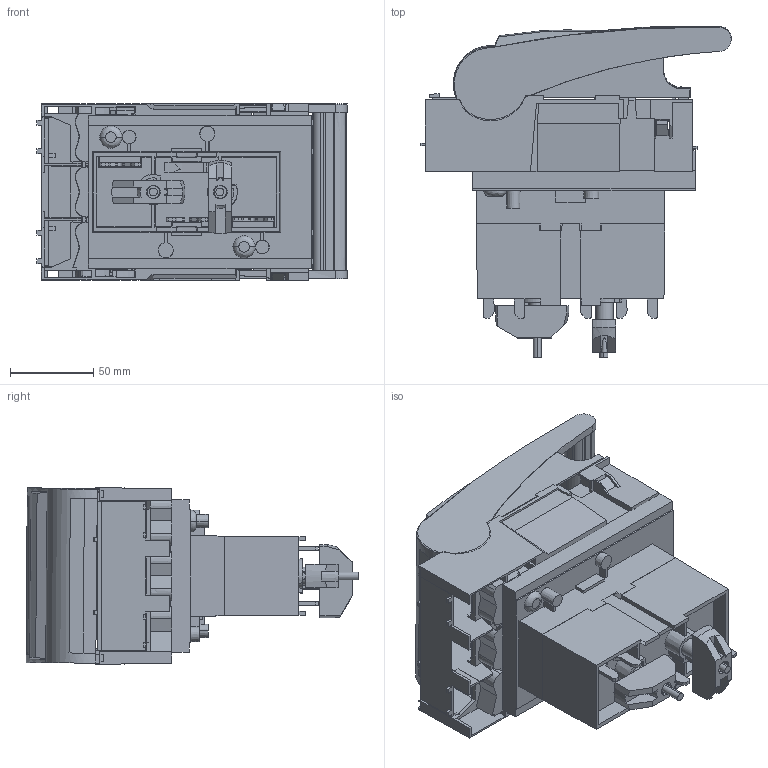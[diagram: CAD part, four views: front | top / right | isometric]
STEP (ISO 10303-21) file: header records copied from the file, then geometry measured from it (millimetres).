
FILE_DESCRIPTION((''),'2;1');
FILE_NAME('ASM0001_ASM','2023-05-26T21:03:53',('20724'),(''),'CREO PARAMETRIC BY PTC INC, 2016390','CREO PARAMETRIC BY PTC INC, 2016390','');
FILE_SCHEMA(('AUTOMOTIVE_DESIGN { 1 0 10303 214 1 1 1 1 }'));
Length unit declared in the file: millimetre
Products named in the file (3): 1SEP304249_B_1; PRT0001_1; ASM0001_ASM
Assembly tree (2 placements, depth 2):
  ASM0001_ASM
    1SEP304249_B_1
    PRT0001_1
Bounding box: 186.48 x 199.53 x 106.41 mm (x, y, z)
Volume: 357.9 mm3; surface area: 185916.7 mm2
Topology: 1 solids, 49 shells, 995 faces, 4446 edges, 3520 vertices
Faces by surface type: plane 781, cylinder 156, cone 36, bspline 15, torus 4, extrusion 3
Entity records: 59725 total; most frequent: CARTESIAN_POINT 12965, ORIENTED_EDGE 7051, DIRECTION 6194, EDGE_CURVE 4446, VERTEX_POINT 3520, VECTOR 3422, LINE 3419, PRESENTATION_STYLE_ASSIGNMENT 3195
